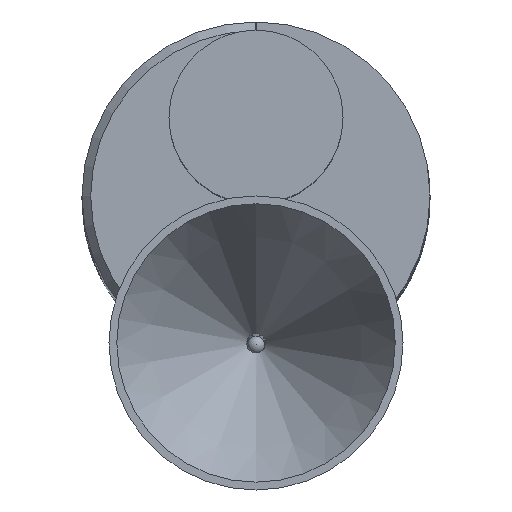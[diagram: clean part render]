
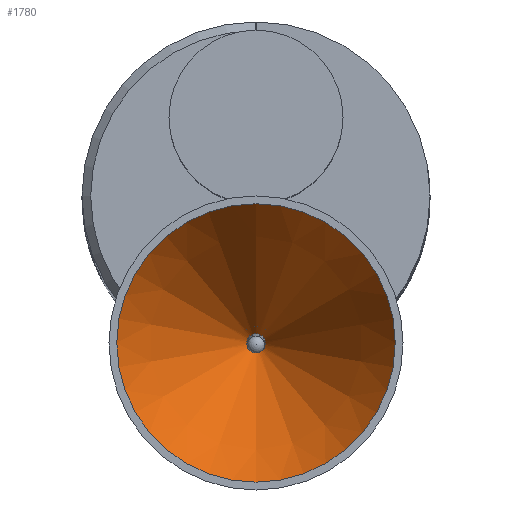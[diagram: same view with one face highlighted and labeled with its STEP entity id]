
A CAD part, top view. The second image highlights one B-rep face of the part: STEP entity #1780.
In plain terms, the highlighted conical face has half-angle 31.833 degrees and reference radius 4.275 mm.
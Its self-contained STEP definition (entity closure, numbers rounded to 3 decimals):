
#400=FACE_BOUND('',#712,.T.);
#460=CONICAL_SURFACE('',#2086,4.275,31.833);
#539=FACE_OUTER_BOUND('',#711,.T.);
#711=EDGE_LOOP('',(#1510));
#712=EDGE_LOOP('',(#1511));
#838=CIRCLE('',#2085,8.);
#839=CIRCLE('',#2087,0.55);
#976=VERTEX_POINT('',#6627);
#977=VERTEX_POINT('',#6630);
#1164=EDGE_CURVE('',#976,#976,#838,.T.);
#1165=EDGE_CURVE('',#977,#977,#839,.T.);
#1510=ORIENTED_EDGE('',*,*,#1164,.T.);
#1511=ORIENTED_EDGE('',*,*,#1165,.T.);
#1780=ADVANCED_FACE('',(#539,#400),#460,.F.);
#2085=AXIS2_PLACEMENT_3D('',#6628,#2702,#2703);
#2086=AXIS2_PLACEMENT_3D('',#6629,#2704,#2705);
#2087=AXIS2_PLACEMENT_3D('',#6631,#2706,#2707);
#2702=DIRECTION('center_axis',(0.,0.,1.));
#2703=DIRECTION('ref_axis',(1.,0.,0.));
#2704=DIRECTION('center_axis',(0.,0.,1.));
#2705=DIRECTION('ref_axis',(0.,-1.,0.));
#2706=DIRECTION('center_axis',(0.,0.,-1.));
#2707=DIRECTION('ref_axis',(-1.,0.,0.));
#6627=CARTESIAN_POINT('',(0.,-21.,172.));
#6628=CARTESIAN_POINT('Origin',(0.,-13.,172.));
#6629=CARTESIAN_POINT('Origin',(0.,-13.,166.));
#6630=CARTESIAN_POINT('',(0.55,-13.,160.));
#6631=CARTESIAN_POINT('Origin',(0.,-13.,160.));
